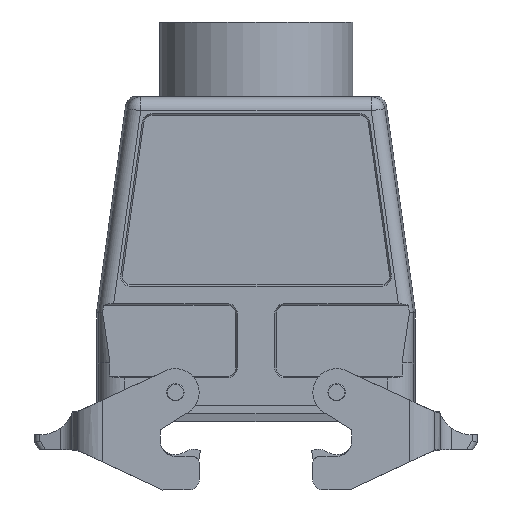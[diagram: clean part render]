
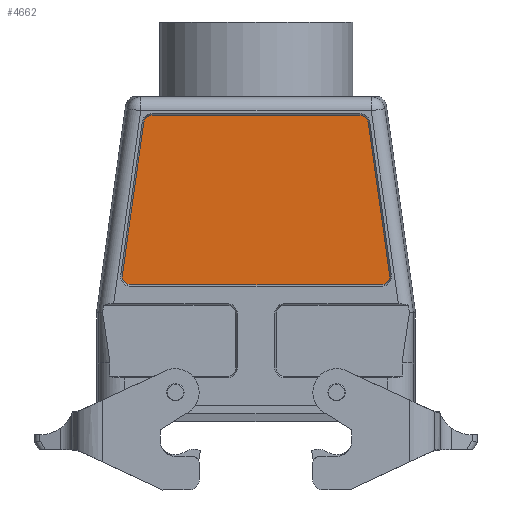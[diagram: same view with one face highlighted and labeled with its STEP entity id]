
A CAD part, front view. The second image highlights one B-rep face of the part: STEP entity #4662.
In plain terms, the highlighted planar face has unit normal (0, -1, 0).
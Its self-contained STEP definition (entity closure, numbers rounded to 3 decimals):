
#2904=LINE('',#16195,#3776);
#2905=LINE('',#16199,#3777);
#2906=LINE('',#16203,#3778);
#2907=LINE('',#16207,#3779);
#3776=VECTOR('',#13522,1.);
#3777=VECTOR('',#13525,1.);
#3778=VECTOR('',#13528,1.);
#3779=VECTOR('',#13531,1.);
#4662=ADVANCED_FACE('',(#5495),#5190,.T.);
#5190=PLANE('',#12477);
#5495=FACE_OUTER_BOUND('',#6006,.T.);
#6006=EDGE_LOOP('',(#6870,#6871,#6872,#6873,#6874,#6875,#6876,#6877));
#6870=ORIENTED_EDGE('',*,*,#10630,.F.);
#6871=ORIENTED_EDGE('',*,*,#10631,.F.);
#6872=ORIENTED_EDGE('',*,*,#10632,.F.);
#6873=ORIENTED_EDGE('',*,*,#10633,.T.);
#6874=ORIENTED_EDGE('',*,*,#10634,.T.);
#6875=ORIENTED_EDGE('',*,*,#10635,.T.);
#6876=ORIENTED_EDGE('',*,*,#10636,.T.);
#6877=ORIENTED_EDGE('',*,*,#10637,.T.);
#9652=VERTEX_POINT('',#16193);
#9653=VERTEX_POINT('',#16194);
#9654=VERTEX_POINT('',#16196);
#9655=VERTEX_POINT('',#16198);
#9656=VERTEX_POINT('',#16200);
#9657=VERTEX_POINT('',#16202);
#9658=VERTEX_POINT('',#16204);
#9659=VERTEX_POINT('',#16206);
#10630=EDGE_CURVE('',#9652,#9653,#11832,.T.);
#10631=EDGE_CURVE('',#9654,#9652,#2904,.T.);
#10632=EDGE_CURVE('',#9655,#9654,#11833,.T.);
#10633=EDGE_CURVE('',#9655,#9656,#2905,.T.);
#10634=EDGE_CURVE('',#9656,#9657,#11834,.T.);
#10635=EDGE_CURVE('',#9657,#9658,#2906,.T.);
#10636=EDGE_CURVE('',#9658,#9659,#11835,.T.);
#10637=EDGE_CURVE('',#9659,#9653,#2907,.T.);
#11832=CIRCLE('',#12473,2.5);
#11833=CIRCLE('',#12474,2.5);
#11834=CIRCLE('',#12475,2.5);
#11835=CIRCLE('',#12476,2.5);
#12473=AXIS2_PLACEMENT_3D('',#16192,#13520,#13521);
#12474=AXIS2_PLACEMENT_3D('',#16197,#13523,#13524);
#12475=AXIS2_PLACEMENT_3D('',#16201,#13526,#13527);
#12476=AXIS2_PLACEMENT_3D('',#16205,#13529,#13530);
#12477=AXIS2_PLACEMENT_3D('',#16208,#13532,#13533);
#13520=DIRECTION('',(0.,1.,0.));
#13521=DIRECTION('',(0.,0.,-1.));
#13522=DIRECTION('',(1.,0.,0.));
#13523=DIRECTION('',(0.,1.,0.));
#13524=DIRECTION('',(0.,0.,-1.));
#13525=DIRECTION('',(-0.139,0.,-0.99));
#13526=DIRECTION('',(0.,-1.,0.));
#13527=DIRECTION('',(0.,0.,-1.));
#13528=DIRECTION('',(1.,0.,0.));
#13529=DIRECTION('',(0.,-1.,0.));
#13530=DIRECTION('',(0.,0.,-1.));
#13531=DIRECTION('',(-0.139,0.,0.99));
#13532=DIRECTION('',(0.,-1.,0.));
#13533=DIRECTION('',(0.,0.,1.));
#16192=CARTESIAN_POINT('',(30.616,-40.,76.35));
#16193=CARTESIAN_POINT('',(30.616,-40.,78.85));
#16194=CARTESIAN_POINT('',(33.092,-40.,76.698));
#16195=CARTESIAN_POINT('',(-30.616,-40.,78.85));
#16196=CARTESIAN_POINT('',(-30.616,-40.,78.85));
#16197=CARTESIAN_POINT('',(-30.616,-40.,76.35));
#16198=CARTESIAN_POINT('',(-33.092,-40.,76.698));
#16199=CARTESIAN_POINT('',(-39.416,-40.,31.698));
#16200=CARTESIAN_POINT('',(-39.416,-40.,31.698));
#16201=CARTESIAN_POINT('',(-36.941,-40.,31.35));
#16202=CARTESIAN_POINT('',(-36.941,-40.,28.85));
#16203=CARTESIAN_POINT('',(36.941,-40.,28.85));
#16204=CARTESIAN_POINT('',(36.941,-40.,28.85));
#16205=CARTESIAN_POINT('',(36.941,-40.,31.35));
#16206=CARTESIAN_POINT('',(39.416,-40.,31.698));
#16207=CARTESIAN_POINT('',(33.092,-40.,76.698));
#16208=CARTESIAN_POINT('',(-30.616,-40.,76.35));
